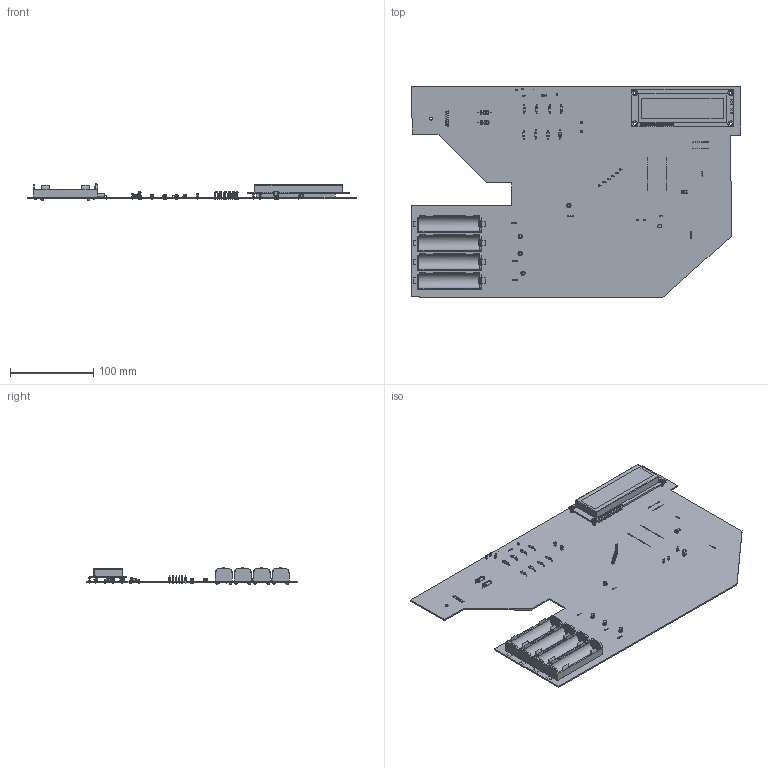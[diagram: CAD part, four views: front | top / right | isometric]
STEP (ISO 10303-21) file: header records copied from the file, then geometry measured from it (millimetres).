
FILE_DESCRIPTION(('KiCad electronic assembly'),'2;1');
FILE_NAME('esp32 wroom.step','2023-05-09T19:48:12',('Pcbnew'),('Kicad'), 'Open CASCADE STEP processor 7.6','KiCad to STEP converter','Unknown' );
FILE_SCHEMA(('AUTOMOTIVE_DESIGN { 1 0 10303 214 1 1 1 1 }'));
Length unit declared in the file: millimetre
Products named in the file (26): esp32 wroom 1; PinSocket_1x01_P1.27mm_Vertical; SOLID; R_Axial_DIN0204_L3.6mm_D1.6mm_P2.54mm_Vertical; D_DO-41_SOD81_P10.16mm_Horizontal; CP_Axial_L10.0mm_D4.5mm_P15.00mm_Horizontal; CP_Elec_4x3.9; TO-92_Inline; BatteryHolder_Keystone_1042_1x18650; COMPOUND; PinSocket_1x02_P1.00mm_Vertical; LED_0201_0603Metric; LCD-016N002L; PinSocket_1x02_P1.27mm_Vertical; LED_D3.0mm_Horizontal_O1.27mm_Z2.0mm; esp32 wroom PCB
Assembly tree (50 placements, depth 3):
  esp32 wroom 1
    PinSocket_1x01_P1.27mm_Vertical  x4
      SOLID
    R_Axial_DIN0204_L3.6mm_D1.6mm_P2.54mm_Vertical  x8
      SOLID
    D_DO-41_SOD81_P10.16mm_Horizontal  x8
      SOLID
    CP_Axial_L10.0mm_D4.5mm_P15.00mm_Horizontal  x2
      SOLID
    CP_Elec_4x3.9  x4
      SOLID
    TO-92_Inline
      SOLID
    BatteryHolder_Keystone_1042_1x18650  x4
      COMPOUND
    PinSocket_1x02_P1.00mm_Vertical
      SOLID
    LED_0201_0603Metric
      SOLID
    LCD-016N002L
      SOLID
    PinSocket_1x02_P1.27mm_Vertical  x2
      SOLID
    LED_D3.0mm_Horizontal_O1.27mm_Z2.0mm
      SOLID
    esp32 wroom PCB
Bounding box: 395.22 x 253.49 x 19.83 mm (x, y, z)
Volume: 208968.6 mm3; surface area: 225786.4 mm2
Topology: 69 solids, 72 shells, 1754 faces, 4112 edges, 2626 vertices
Faces by surface type: plane 1098, cylinder 543, torus 68, revolution 28, bspline 16, sphere 1
Full cylindrical faces by diameter (mm): 0.02 x4, 0.5 x34, 0.7 x34, 0.75 x3, 0.8 x32, 0.813 x16, 0.9 x2, 1 x74, 1.02 x4, 1.1 x56, 1.125 x4, 1.37 x15, 1.44 x8, 1.57 x4, 1.6 x16, 2.39 x4, 2.4 x4, 2.7 x16, 2.72 x8, 3 x1, 3.45 x8, 3.5 x17, 3.68 x8, 4 x8, 4.8 x8, 6.76 x8, 7.2 x8, 9.6 x8, 12 x4
Entity records: 64819 total; most frequent: CARTESIAN_POINT 13712, DIRECTION 8678, LINE 5235, VECTOR 5235, ORIENTED_EDGE 4444, PCURVE 4444, DEFINITIONAL_REPRESENTATION 4444, EDGE_CURVE 2222
